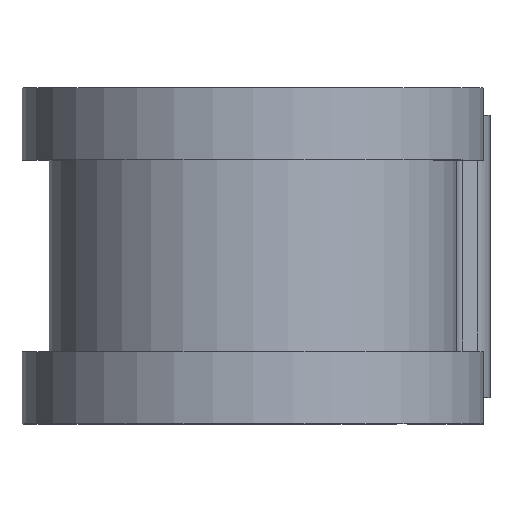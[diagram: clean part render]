
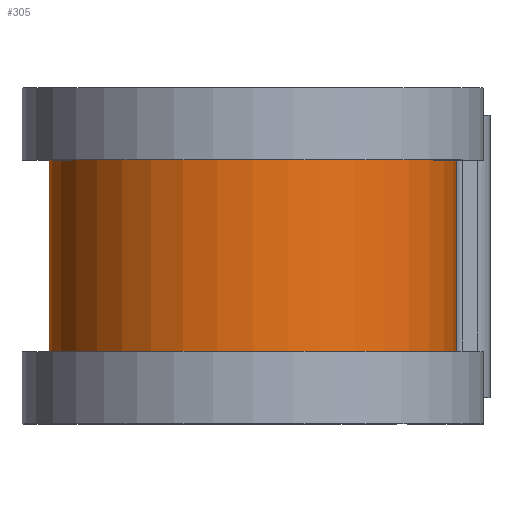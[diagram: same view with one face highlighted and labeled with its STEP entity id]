
A CAD part, top view. The second image highlights one B-rep face of the part: STEP entity #305.
In plain terms, the highlighted cylindrical face has radius 11.468 mm (diameter 22.936 mm), a partial arc.
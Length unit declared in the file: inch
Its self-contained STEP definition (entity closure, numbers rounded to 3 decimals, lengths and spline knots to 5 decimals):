
#65 = VECTOR ( 'NONE', #1587, 39.37008 ) ;
#92 = EDGE_CURVE ( 'NONE', #365, #733, #1646, .T. ) ;
#141 = CIRCLE ( 'NONE', #1292, 0.4515 ) ;
#202 = CARTESIAN_POINT ( 'NONE',  ( 0., 0.2125, 0. ) ) ;
#305 = ADVANCED_FACE ( 'NONE', ( #785 ), #1749, .T. ) ;
#324 = LINE ( 'NONE', #845, #65 ) ;
#333 = DIRECTION ( 'NONE',  ( 0., 0., -1. ) ) ;
#341 = DIRECTION ( 'NONE',  ( 0., -1., 0. ) ) ;
#359 = DIRECTION ( 'NONE',  ( 0., 0., -1. ) ) ;
#365 = VERTEX_POINT ( 'NONE', #950 ) ;
#377 = ORIENTED_EDGE ( 'NONE', *, *, #700, .T. ) ;
#386 = ORIENTED_EDGE ( 'NONE', *, *, #92, .F. ) ;
#453 = ORIENTED_EDGE ( 'NONE', *, *, #773, .F. ) ;
#471 = CARTESIAN_POINT ( 'NONE',  ( 0., 0.3125, 0. ) ) ;
#557 = CARTESIAN_POINT ( 'NONE',  ( 0., 0.2125, -0.4515 ) ) ;
#643 = VERTEX_POINT ( 'NONE', #1232 ) ;
#693 = DIRECTION ( 'NONE',  ( 0., -1., 0. ) ) ;
#700 = EDGE_CURVE ( 'NONE', #1162, #643, #324, .T. ) ;
#714 = AXIS2_PLACEMENT_3D ( 'NONE', #471, #341, #359 ) ;
#733 = VERTEX_POINT ( 'NONE', #1606 ) ;
#773 = EDGE_CURVE ( 'NONE', #733, #643, #1416, .T. ) ;
#785 = FACE_OUTER_BOUND ( 'NONE', #1579, .T. ) ;
#845 = CARTESIAN_POINT ( 'NONE',  ( 0., 0.3125, -0.4515 ) ) ;
#846 = CARTESIAN_POINT ( 'NONE',  ( 0.4515, 0.3125, 0. ) ) ;
#936 = ORIENTED_EDGE ( 'NONE', *, *, #1442, .T. ) ;
#950 = CARTESIAN_POINT ( 'NONE',  ( 0.4515, 0.2125, 0. ) ) ;
#1162 = VERTEX_POINT ( 'NONE', #557 ) ;
#1181 = DIRECTION ( 'NONE',  ( 0., -1., 0. ) ) ;
#1232 = CARTESIAN_POINT ( 'NONE',  ( 0., -0.2125, -0.4515 ) ) ;
#1292 = AXIS2_PLACEMENT_3D ( 'NONE', #202, #1181, #333 ) ;
#1304 = AXIS2_PLACEMENT_3D ( 'NONE', #1354, #1363, #1365 ) ;
#1354 = CARTESIAN_POINT ( 'NONE',  ( 0., -0.2125, 0. ) ) ;
#1363 = DIRECTION ( 'NONE',  ( 0., -1., 0. ) ) ;
#1365 = DIRECTION ( 'NONE',  ( 0., 0., -1. ) ) ;
#1416 = CIRCLE ( 'NONE', #1304, 0.4515 ) ;
#1442 = EDGE_CURVE ( 'NONE', #365, #1162, #141, .T. ) ;
#1579 = EDGE_LOOP ( 'NONE', ( #386, #936, #377, #453 ) ) ;
#1587 = DIRECTION ( 'NONE',  ( 0., -1., 0. ) ) ;
#1606 = CARTESIAN_POINT ( 'NONE',  ( 0.4515, -0.2125, 0. ) ) ;
#1646 = LINE ( 'NONE', #846, #1683 ) ;
#1683 = VECTOR ( 'NONE', #693, 39.37008 ) ;
#1749 = CYLINDRICAL_SURFACE ( 'NONE', #714, 0.4515 ) ;
